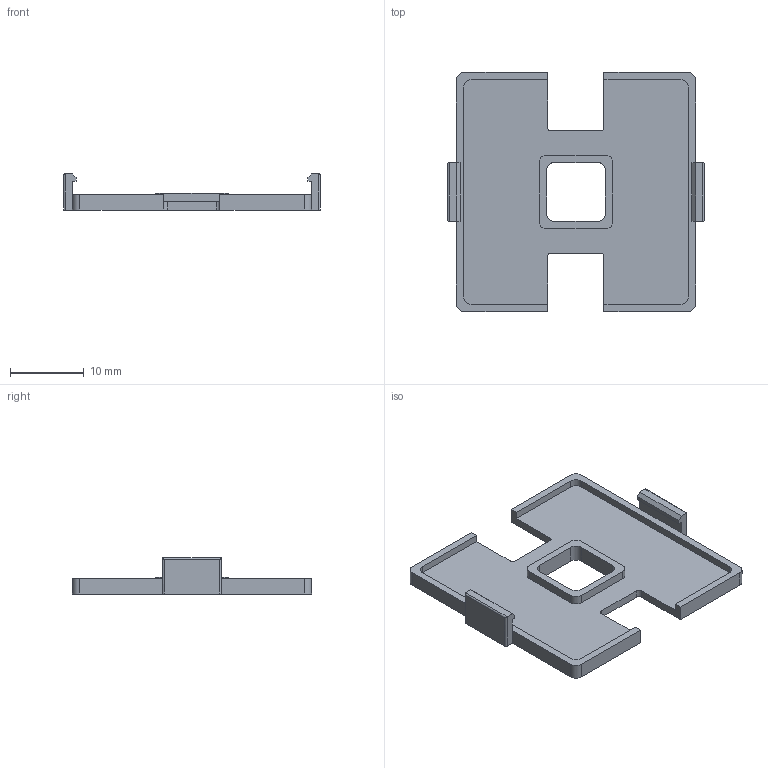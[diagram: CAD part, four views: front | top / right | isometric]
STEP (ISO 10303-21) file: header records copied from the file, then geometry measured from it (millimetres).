
FILE_DESCRIPTION(/* description */ (''),/* implementation_level */ '2;1');
FILE_NAME(/* name */ 'TMP_top_v2.step',/* time_stamp */ '2025-11-22T23:34:30-05:00',/* author */ (''),/* organization */ (''),/* preprocessor_version */ 'ST-DEVELOPER v20.1',/* originating_system */ 'Autodesk Translation Framework v14.17.0.0',/* authorisation */ '');
FILE_SCHEMA (('AUTOMOTIVE_DESIGN { 1 0 10303 214 3 1 1 }'));
Length unit declared in the file: millimetre
Products named in the file (1): 2025-10-19-11-37-35-692
Bounding box: 34.9 x 32.5 x 4.9 mm (x, y, z)
Volume: 1211.3 mm3; surface area: 2415 mm2
Topology: 1 solids, 1 shells, 75 faces, 208 edges, 136 vertices
Faces by surface type: plane 49, cylinder 26
Entity records: 2430 total; most frequent: CARTESIAN_POINT 420, ORIENTED_EDGE 416, DIRECTION 408, EDGE_CURVE 208, LINE 160, VECTOR 160, VERTEX_POINT 136, AXIS2_PLACEMENT_3D 124
